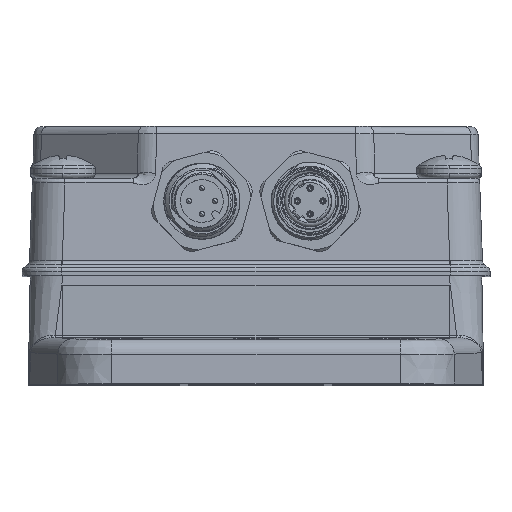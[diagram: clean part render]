
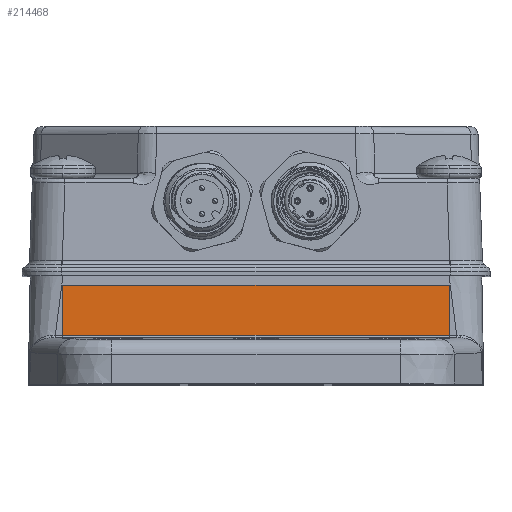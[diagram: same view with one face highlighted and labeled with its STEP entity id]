
A CAD part, top view. The second image highlights one B-rep face of the part: STEP entity #214468.
In plain terms, the highlighted planar face has unit normal (0, 0, 1).
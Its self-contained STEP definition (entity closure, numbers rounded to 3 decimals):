
#2119=DIRECTION('',(0.,-1.,0.));
#2120=VECTOR('',#2119,9.709);
#2121=CARTESIAN_POINT('',(-37.5,19.2,63.1));
#2122=LINE('',#2121,#2120);
#108577=DIRECTION('',(-1.,0.,0.));
#108578=VECTOR('',#108577,75.);
#108579=CARTESIAN_POINT('',(37.5,9.491,63.1));
#108580=LINE('',#108579,#108578);
#108581=DIRECTION('',(0.,-1.,0.));
#108582=VECTOR('',#108581,9.709);
#108583=CARTESIAN_POINT('',(37.5,19.2,63.1));
#108584=LINE('',#108583,#108582);
#108589=DIRECTION('',(-1.,0.,0.));
#108590=VECTOR('',#108589,75.);
#108591=CARTESIAN_POINT('',(37.5,19.2,63.1));
#108592=LINE('',#108591,#108590);
#115122=CARTESIAN_POINT('',(37.5,19.2,63.1));
#115123=CARTESIAN_POINT('',(-37.5,19.2,63.1));
#115124=VERTEX_POINT('',#115122);
#115125=VERTEX_POINT('',#115123);
#115385=CARTESIAN_POINT('',(-37.5,9.491,63.1));
#115387=VERTEX_POINT('',#115385);
#115388=CARTESIAN_POINT('',(37.5,9.491,63.1));
#115389=VERTEX_POINT('',#115388);
#214456=CARTESIAN_POINT('',(37.5,19.2,63.1));
#214457=DIRECTION('',(0.,0.,-1.));
#214458=DIRECTION('',(-1.,0.,0.));
#214459=AXIS2_PLACEMENT_3D('',#214456,#214457,#214458);
#214460=PLANE('',#214459);
#214461=ORIENTED_EDGE('',*,*,#122448,.T.);
#214462=ORIENTED_EDGE('',*,*,#122469,.F.);
#214464=ORIENTED_EDGE('',*,*,#214463,.F.);
#214465=ORIENTED_EDGE('',*,*,#214446,.T.);
#214466=EDGE_LOOP('',(#214461,#214462,#214464,#214465));
#214467=FACE_OUTER_BOUND('',#214466,.F.);
#214468=ADVANCED_FACE('',(#214467),#214460,.F.);
#122448=EDGE_CURVE('',#115389,#115387,#108580,.T.);
#122469=EDGE_CURVE('',#115125,#115387,#2122,.T.);
#214446=EDGE_CURVE('',#115124,#115389,#108584,.T.);
#214463=EDGE_CURVE('',#115124,#115125,#108592,.T.);
